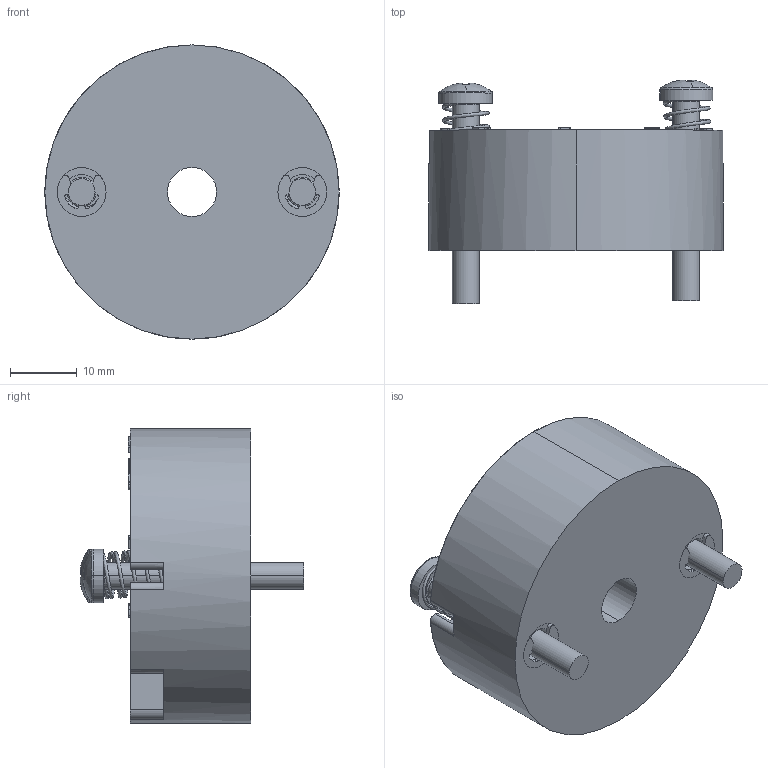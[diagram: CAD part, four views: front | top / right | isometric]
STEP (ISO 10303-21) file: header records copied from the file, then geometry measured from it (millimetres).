
FILE_DESCRIPTION (( 'STEP AP214' ), '1' );
FILE_NAME ('3D ìîäåëü ÍÏÒ-3.STEP', '2017-04-08T15:19:01', ( '' ), ( '' ), 'SwSTEP 2.0', 'SolidWorks 2014', '' );
FILE_SCHEMA (( 'AUTOMOTIVE_DESIGN' ));
Length unit declared in the file: millimetre
Products named in the file (8): pan head cross recess screw_din_ISO 7045 - M3 x 8 - Z --- 8N; pan head cross recess screw_din_ISO 7045 - M4 x 30 - Z --- 30N; lock washer for shafts_din_Lock washer DIN 6799 - 3.2; øàéáà êâàäðàòíàÿ; Ñïèðàëü; USB mini-b; ÍÏÒ-3_Êîðïóñ; 3D ìîäåëü ÍÏÒ-3
Assembly tree (20 placements, depth 2):
  3D ìîäåëü ÍÏÒ-3
    ÍÏÒ-3_Êîðïóñ
    USB mini-b
    Ñïèðàëü  x2
    øàéáà êâàäðàòíàÿ  x6
    lock washer for shafts_din_Lock washer DIN 6799 - 3.2  x2
    pan head cross recess screw_din_ISO 7045 - M4 x 30 - Z --- 30N  x2
    pan head cross recess screw_din_ISO 7045 - M3 x 8 - Z --- 8N  x6
Bounding box: 44 x 33.49 x 44 mm (x, y, z)
Volume: 22997.2 mm3; surface area: 11502.3 mm2
Topology: 31 solids, 31 shells, 3027 faces, 8682 edges, 5724 vertices
Faces by surface type: plane 2531, cylinder 204, torus 117, bspline 81, cone 78, sphere 16
Entity records: 94043 total; most frequent: CARTESIAN_POINT 21442, ORIENTED_EDGE 15558, DIRECTION 13038, EDGE_CURVE 7779, VECTOR 7088, LINE 7088, VERTEX_POINT 5191, AXIS2_PLACEMENT_3D 2975
